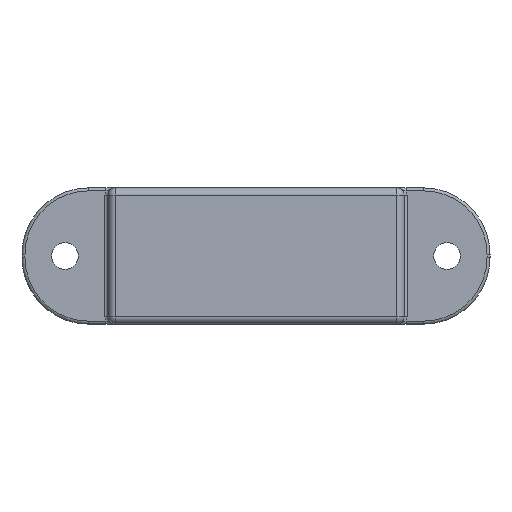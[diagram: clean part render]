
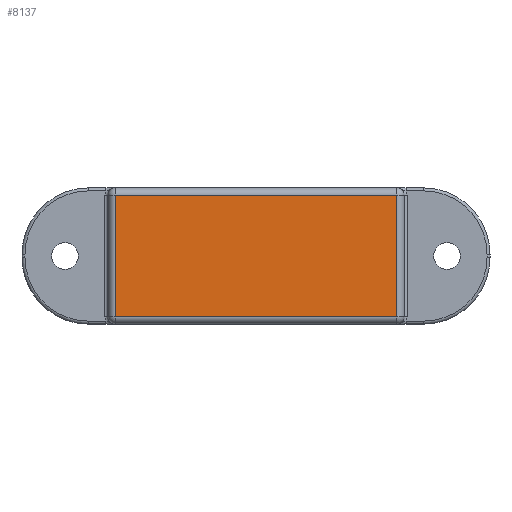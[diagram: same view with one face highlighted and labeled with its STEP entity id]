
A CAD part, front view. The second image highlights one B-rep face of the part: STEP entity #8137.
In plain terms, the highlighted planar face has unit normal (0, -1, 0).
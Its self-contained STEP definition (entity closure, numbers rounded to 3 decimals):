
#249 = LINE ( 'NONE', #6184, #6406 ) ;
#275 = ORIENTED_EDGE ( 'NONE', *, *, #699, .T. ) ;
#418 = EDGE_CURVE ( 'NONE', #1240, #6843, #1626, .T. ) ;
#699 = EDGE_CURVE ( 'NONE', #6843, #911, #2534, .T. ) ;
#911 = VERTEX_POINT ( 'NONE', #4232 ) ;
#1226 = VECTOR ( 'NONE', #7702, 1000. ) ;
#1240 = VERTEX_POINT ( 'NONE', #7946 ) ;
#1619 = VECTOR ( 'NONE', #4987, 1000. ) ;
#1626 = LINE ( 'NONE', #6238, #1226 ) ;
#1759 = VERTEX_POINT ( 'NONE', #2071 ) ;
#2034 = ORIENTED_EDGE ( 'NONE', *, *, #6908, .T. ) ;
#2071 = CARTESIAN_POINT ( 'NONE',  ( -19.5, 0., 0.5 ) ) ;
#2534 = LINE ( 'NONE', #6310, #1619 ) ;
#3224 = EDGE_LOOP ( 'NONE', ( #2034, #7715, #6590, #275 ) ) ;
#3536 = CARTESIAN_POINT ( 'NONE',  ( 0., 0., 9.2 ) ) ;
#4175 = FACE_OUTER_BOUND ( 'NONE', #3224, .T. ) ;
#4232 = CARTESIAN_POINT ( 'NONE',  ( -19.5, 0., 8.7 ) ) ;
#4234 = CARTESIAN_POINT ( 'NONE',  ( -19.5, 0., 9.2 ) ) ;
#4756 = AXIS2_PLACEMENT_3D ( 'NONE', #3536, #5481, #4795 ) ;
#4795 = DIRECTION ( 'NONE',  ( 0., 0., 1. ) ) ;
#4808 = CARTESIAN_POINT ( 'NONE',  ( -0.5, 0., 8.7 ) ) ;
#4878 = PLANE ( 'NONE',  #4756 ) ;
#4987 = DIRECTION ( 'NONE',  ( -1., 0., 0. ) ) ;
#5373 = EDGE_CURVE ( 'NONE', #1759, #1240, #249, .T. ) ;
#5481 = DIRECTION ( 'NONE',  ( 0., 1., 0. ) ) ;
#6184 = CARTESIAN_POINT ( 'NONE',  ( 0., 0., 0.5 ) ) ;
#6238 = CARTESIAN_POINT ( 'NONE',  ( -0.5, 0., 9.2 ) ) ;
#6299 = DIRECTION ( 'NONE',  ( 0., 0., -1. ) ) ;
#6310 = CARTESIAN_POINT ( 'NONE',  ( -20., 0., 8.7 ) ) ;
#6406 = VECTOR ( 'NONE', #7557, 1000. ) ;
#6590 = ORIENTED_EDGE ( 'NONE', *, *, #418, .T. ) ;
#6843 = VERTEX_POINT ( 'NONE', #4808 ) ;
#6908 = EDGE_CURVE ( 'NONE', #911, #1759, #7542, .T. ) ;
#7542 = LINE ( 'NONE', #4234, #8215 ) ;
#7557 = DIRECTION ( 'NONE',  ( 1., 0., 0. ) ) ;
#7702 = DIRECTION ( 'NONE',  ( 0., 0., 1. ) ) ;
#7715 = ORIENTED_EDGE ( 'NONE', *, *, #5373, .T. ) ;
#7946 = CARTESIAN_POINT ( 'NONE',  ( -0.5, 0., 0.5 ) ) ;
#8137 = ADVANCED_FACE ( 'NONE', ( #4175 ), #4878, .F. ) ;
#8215 = VECTOR ( 'NONE', #6299, 1000. ) ;
